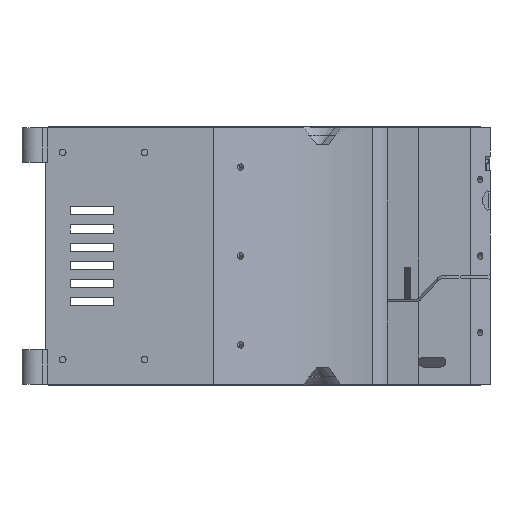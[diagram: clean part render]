
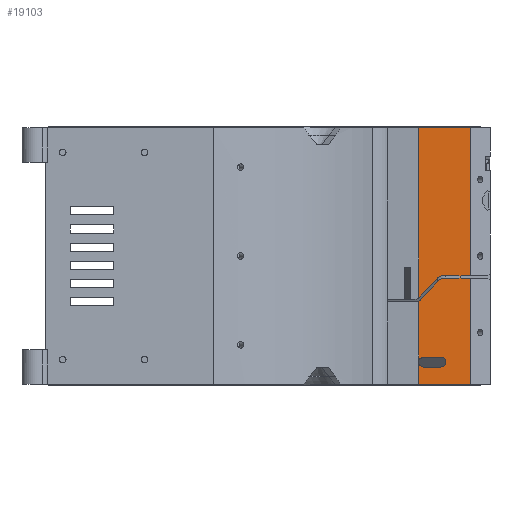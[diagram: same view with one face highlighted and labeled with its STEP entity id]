
A CAD part, left-side view. The second image highlights one B-rep face of the part: STEP entity #19103.
In plain terms, the highlighted planar face has unit normal (-1, 0, 0).
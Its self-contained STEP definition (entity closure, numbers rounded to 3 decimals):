
#883=CIRCLE('',#20171,3.);
#884=CIRCLE('',#20180,3.);
#885=CIRCLE('',#20182,3.);
#886=CIRCLE('',#20188,3.);
#1004=CIRCLE('',#20535,2.);
#1005=CIRCLE('',#20537,2.);
#1006=CIRCLE('',#20538,2.);
#1718=FACE_OUTER_BOUND('',#2894,.T.);
#2894=EDGE_LOOP('',(#15361,#15362,#15363,#15364,#15365,#15366,#15367,#15368,
#15369,#15370,#15371,#15372,#15373,#15374,#15375,#15376,#15377,#15378,#15379,
#15380,#15381,#15382));
#3554=LINE('',#27771,#5657);
#3706=LINE('',#28703,#5809);
#3771=LINE('',#29840,#5874);
#3935=LINE('',#30632,#6038);
#3942=LINE('',#30650,#6045);
#3964=LINE('',#30701,#6067);
#3968=LINE('',#30713,#6071);
#3969=LINE('',#30715,#6072);
#3971=LINE('',#30720,#6074);
#3973=LINE('',#30723,#6076);
#3978=LINE('',#30743,#6081);
#4433=LINE('',#32590,#6536);
#4570=LINE('',#33261,#6673);
#4571=LINE('',#33263,#6674);
#4572=LINE('',#33264,#6675);
#5657=VECTOR('',#21592,10.);
#5809=VECTOR('',#22008,10.);
#5874=VECTOR('',#22209,10.);
#6038=VECTOR('',#22653,10.);
#6045=VECTOR('',#22668,10.);
#6067=VECTOR('',#22722,10.);
#6071=VECTOR('',#22734,10.);
#6072=VECTOR('',#22737,10.);
#6074=VECTOR('',#22743,10.);
#6076=VECTOR('',#22747,10.);
#6081=VECTOR('',#22772,10.);
#6536=VECTOR('',#23903,10.);
#6673=VECTOR('',#24300,10.);
#6674=VECTOR('',#24303,10.);
#6675=VECTOR('',#24304,10.);
#7805=VERTEX_POINT('',#27768);
#7806=VERTEX_POINT('',#27770);
#7962=VERTEX_POINT('',#28700);
#7963=VERTEX_POINT('',#28702);
#8067=VERTEX_POINT('',#29837);
#8068=VERTEX_POINT('',#29839);
#8226=VERTEX_POINT('',#30629);
#8227=VERTEX_POINT('',#30631);
#8233=VERTEX_POINT('',#30647);
#8234=VERTEX_POINT('',#30649);
#8235=VERTEX_POINT('',#30653);
#8244=VERTEX_POINT('',#30687);
#8245=VERTEX_POINT('',#30691);
#8247=VERTEX_POINT('',#30699);
#8249=VERTEX_POINT('',#30704);
#8250=VERTEX_POINT('',#30709);
#8251=VERTEX_POINT('',#30711);
#8252=VERTEX_POINT('',#30719);
#8637=VERTEX_POINT('',#32576);
#8638=VERTEX_POINT('',#32580);
#8639=VERTEX_POINT('',#32582);
#9637=EDGE_CURVE('',#7806,#7805,#3554,.T.);
#9866=EDGE_CURVE('',#7963,#7962,#3706,.T.);
#10003=EDGE_CURVE('',#8067,#8068,#3771,.T.);
#10240=EDGE_CURVE('',#8227,#8226,#3935,.T.);
#10249=EDGE_CURVE('',#8234,#8233,#3942,.T.);
#10252=EDGE_CURVE('',#8233,#8235,#883,.T.);
#10268=EDGE_CURVE('',#8244,#8227,#884,.T.);
#10270=EDGE_CURVE('',#8226,#8245,#885,.T.);
#10275=EDGE_CURVE('',#8235,#8247,#3964,.T.);
#10278=EDGE_CURVE('',#8249,#8234,#886,.T.);
#10281=EDGE_CURVE('',#8250,#8251,#3968,.T.);
#10282=EDGE_CURVE('',#8247,#8250,#3969,.T.);
#10284=EDGE_CURVE('',#8252,#8244,#3971,.T.);
#10286=EDGE_CURVE('',#8251,#8252,#3973,.T.);
#10297=EDGE_CURVE('',#8249,#7805,#3978,.T.);
#10909=EDGE_CURVE('',#8637,#7963,#1004,.T.);
#10912=EDGE_CURVE('',#8639,#8638,#1005,.T.);
#10913=EDGE_CURVE('',#7962,#8639,#1006,.T.);
#10916=EDGE_CURVE('',#8638,#8637,#4433,.T.);
#11101=EDGE_CURVE('',#8067,#7806,#4570,.T.);
#11102=EDGE_CURVE('',#8639,#8245,#4571,.T.);
#11103=EDGE_CURVE('',#8068,#8639,#4572,.T.);
#15361=ORIENTED_EDGE('',*,*,#10270,.T.);
#15362=ORIENTED_EDGE('',*,*,#11102,.F.);
#15363=ORIENTED_EDGE('',*,*,#10912,.T.);
#15364=ORIENTED_EDGE('',*,*,#10916,.T.);
#15365=ORIENTED_EDGE('',*,*,#10909,.T.);
#15366=ORIENTED_EDGE('',*,*,#9866,.T.);
#15367=ORIENTED_EDGE('',*,*,#10913,.T.);
#15368=ORIENTED_EDGE('',*,*,#11103,.F.);
#15369=ORIENTED_EDGE('',*,*,#10003,.F.);
#15370=ORIENTED_EDGE('',*,*,#11101,.T.);
#15371=ORIENTED_EDGE('',*,*,#9637,.T.);
#15372=ORIENTED_EDGE('',*,*,#10297,.F.);
#15373=ORIENTED_EDGE('',*,*,#10278,.T.);
#15374=ORIENTED_EDGE('',*,*,#10249,.T.);
#15375=ORIENTED_EDGE('',*,*,#10252,.T.);
#15376=ORIENTED_EDGE('',*,*,#10275,.T.);
#15377=ORIENTED_EDGE('',*,*,#10282,.T.);
#15378=ORIENTED_EDGE('',*,*,#10281,.T.);
#15379=ORIENTED_EDGE('',*,*,#10286,.T.);
#15380=ORIENTED_EDGE('',*,*,#10284,.T.);
#15381=ORIENTED_EDGE('',*,*,#10268,.T.);
#15382=ORIENTED_EDGE('',*,*,#10240,.T.);
#18050=PLANE('',#20672);
#19103=ADVANCED_FACE('',(#1718),#18050,.T.);
#20171=AXIS2_PLACEMENT_3D('',#30655,#22673,#22674);
#20180=AXIS2_PLACEMENT_3D('',#30688,#22706,#22707);
#20182=AXIS2_PLACEMENT_3D('',#30692,#22711,#22712);
#20188=AXIS2_PLACEMENT_3D('',#30707,#22728,#22729);
#20535=AXIS2_PLACEMENT_3D('',#32577,#23886,#23887);
#20537=AXIS2_PLACEMENT_3D('',#32583,#23892,#23893);
#20538=AXIS2_PLACEMENT_3D('',#32584,#23894,#23895);
#20672=AXIS2_PLACEMENT_3D('',#33262,#24301,#24302);
#21592=DIRECTION('',(0.,1.,0.));
#22008=DIRECTION('',(0.,1.,0.));
#22209=DIRECTION('',(0.,1.,0.));
#22653=DIRECTION('',(0.,0.68,-0.733));
#22668=DIRECTION('',(0.,-0.68,0.733));
#22673=DIRECTION('center_axis',(1.,0.,0.));
#22674=DIRECTION('ref_axis',(0.,0.4,0.917));
#22706=DIRECTION('center_axis',(-1.,0.,0.));
#22707=DIRECTION('ref_axis',(0.,0.4,0.917));
#22711=DIRECTION('center_axis',(1.,0.,0.));
#22712=DIRECTION('ref_axis',(0.,-0.4,-0.917));
#22722=DIRECTION('',(0.,-1.,0.));
#22728=DIRECTION('center_axis',(-1.,0.,0.));
#22729=DIRECTION('ref_axis',(0.,-0.4,-0.917));
#22734=DIRECTION('',(0.,0.,-1.));
#22737=DIRECTION('',(0.,-0.894,-0.447));
#22743=DIRECTION('',(0.,1.,0.));
#22747=DIRECTION('',(0.,0.894,-0.447));
#22772=DIRECTION('',(0.,0.,1.));
#23886=DIRECTION('center_axis',(1.,0.,0.));
#23887=DIRECTION('ref_axis',(0.,0.,-1.));
#23892=DIRECTION('center_axis',(1.,0.,0.));
#23893=DIRECTION('ref_axis',(0.,0.,1.));
#23894=DIRECTION('center_axis',(1.,0.,0.));
#23895=DIRECTION('ref_axis',(0.,0.,1.));
#23903=DIRECTION('',(0.,-1.,0.));
#24300=DIRECTION('',(0.,0.,1.));
#24301=DIRECTION('center_axis',(-1.,0.,0.));
#24302=DIRECTION('ref_axis',(0.,-1.,0.));
#24303=DIRECTION('',(0.,0.,1.));
#24304=DIRECTION('',(0.,0.,1.));
#27768=CARTESIAN_POINT('',(-39.929,-4.096,97.));
#27770=CARTESIAN_POINT('',(-39.929,-25.071,97.));
#27771=CARTESIAN_POINT('',(-39.929,-25.071,97.));
#28700=CARTESIAN_POINT('',(-39.929,-6.096,0.));
#28702=CARTESIAN_POINT('',(-39.929,-13.096,0.));
#28703=CARTESIAN_POINT('',(-39.929,-25.071,0.));
#29837=CARTESIAN_POINT('',(-39.929,-25.071,-7.));
#29839=CARTESIAN_POINT('',(-39.929,-4.096,-7.));
#29840=CARTESIAN_POINT('',(-39.929,-25.071,-7.));
#30629=CARTESIAN_POINT('',(-39.929,-4.986,27.36));
#30631=CARTESIAN_POINT('',(-39.929,-12.11,35.04));
#30632=CARTESIAN_POINT('',(-39.929,-1.966,24.104));
#30647=CARTESIAN_POINT('',(-39.929,-11.701,36.04));
#30649=CARTESIAN_POINT('',(-39.929,-4.577,28.36));
#30650=CARTESIAN_POINT('',(-39.929,2.955,20.24));
#30653=CARTESIAN_POINT('',(-39.929,-13.9,37.));
#30655=CARTESIAN_POINT('Origin',(-39.929,-13.9,34.));
#30687=CARTESIAN_POINT('',(-39.929,-14.309,36.));
#30688=CARTESIAN_POINT('Origin',(-39.929,-14.309,33.));
#30691=CARTESIAN_POINT('',(-39.929,-4.096,26.701));
#30692=CARTESIAN_POINT('Origin',(-39.929,-2.787,29.4));
#30699=CARTESIAN_POINT('',(-39.929,-20.4,37.));
#30701=CARTESIAN_POINT('',(-39.929,-8.548,37.));
#30704=CARTESIAN_POINT('',(-39.929,-4.096,27.941));
#30707=CARTESIAN_POINT('Origin',(-39.929,-2.377,30.4));
#30709=CARTESIAN_POINT('',(-39.929,-21.,36.7));
#30711=CARTESIAN_POINT('',(-39.929,-21.,36.3));
#30713=CARTESIAN_POINT('',(-39.929,-21.,18.5));
#30715=CARTESIAN_POINT('',(-39.929,-21.278,36.561));
#30719=CARTESIAN_POINT('',(-39.929,-20.4,36.));
#30720=CARTESIAN_POINT('',(-39.929,-12.248,36.));
#30723=CARTESIAN_POINT('',(-39.929,-6.978,29.289));
#30743=CARTESIAN_POINT('',(-39.929,-4.096,0.));
#32576=CARTESIAN_POINT('',(-39.929,-13.096,4.));
#32577=CARTESIAN_POINT('Origin',(-39.929,-13.096,2.));
#32580=CARTESIAN_POINT('',(-39.929,-6.096,4.));
#32582=CARTESIAN_POINT('',(-39.929,-4.096,2.));
#32583=CARTESIAN_POINT('Origin',(-39.929,-6.096,2.));
#32584=CARTESIAN_POINT('Origin',(-39.929,-6.096,2.));
#32590=CARTESIAN_POINT('',(-39.929,-5.096,4.));
#33261=CARTESIAN_POINT('',(-39.929,-25.071,0.));
#33262=CARTESIAN_POINT('Origin',(-39.929,-4.096,0.));
#33263=CARTESIAN_POINT('',(-39.929,-4.096,0.));
#33264=CARTESIAN_POINT('',(-39.929,-4.096,0.));
